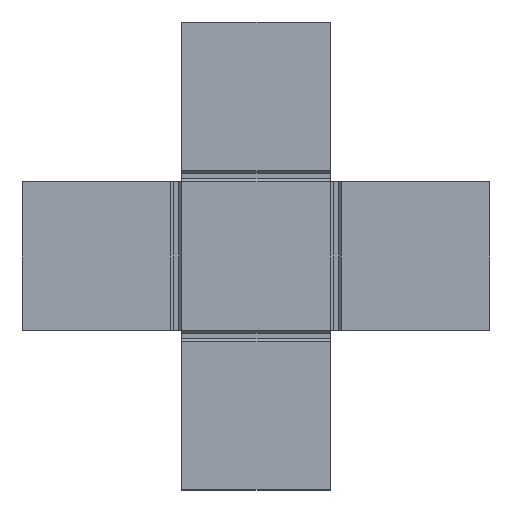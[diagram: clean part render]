
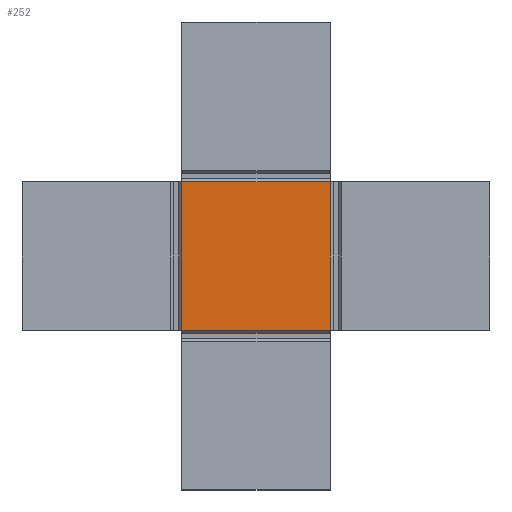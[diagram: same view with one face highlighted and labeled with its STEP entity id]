
A CAD part, top view. The second image highlights one B-rep face of the part: STEP entity #252.
In plain terms, the highlighted planar face has unit normal (0, 0, 1).
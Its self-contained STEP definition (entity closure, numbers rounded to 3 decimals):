
#252=ADVANCED_FACE('',(#312),#282,.F.);
#282=PLANE('',#801);
#312=FACE_OUTER_BOUND('',#342,.T.);
#342=EDGE_LOOP('',(#399,#400,#401,#402));
#399=ORIENTED_EDGE('',*,*,#595,.T.);
#400=ORIENTED_EDGE('',*,*,#596,.F.);
#401=ORIENTED_EDGE('',*,*,#597,.F.);
#402=ORIENTED_EDGE('',*,*,#593,.T.);
#519=VERTEX_POINT('',#967);
#525=VERTEX_POINT('',#980);
#541=VERTEX_POINT('',#1021);
#542=VERTEX_POINT('',#1023);
#593=EDGE_CURVE('',#542,#541,#669,.T.);
#595=EDGE_CURVE('',#541,#525,#671,.T.);
#596=EDGE_CURVE('',#519,#525,#672,.T.);
#597=EDGE_CURVE('',#542,#519,#673,.T.);
#669=LINE('',#1022,#745);
#671=LINE('',#1026,#747);
#672=LINE('',#1027,#748);
#673=LINE('',#1028,#749);
#745=VECTOR('',#866,1.);
#747=VECTOR('',#870,1.);
#748=VECTOR('',#871,1.);
#749=VECTOR('',#872,1.);
#801=AXIS2_PLACEMENT_3D('',#1029,#873,#874);
#866=DIRECTION('',(0.,-1.,0.));
#870=DIRECTION('',(1.,0.,0.));
#871=DIRECTION('',(0.,-1.,0.));
#872=DIRECTION('',(1.,0.,0.));
#873=DIRECTION('',(0.,0.,-1.));
#874=DIRECTION('',(-1.,0.,0.));
#967=CARTESIAN_POINT('',(41.5,40.,1.1));
#980=CARTESIAN_POINT('',(41.5,0.,1.1));
#1021=CARTESIAN_POINT('',(1.5,0.,1.1));
#1022=CARTESIAN_POINT('',(1.5,40.,1.1));
#1023=CARTESIAN_POINT('',(1.5,40.,1.1));
#1026=CARTESIAN_POINT('',(1.5,0.,1.1));
#1027=CARTESIAN_POINT('',(41.5,40.,1.1));
#1028=CARTESIAN_POINT('',(1.5,40.,1.1));
#1029=CARTESIAN_POINT('',(1.5,40.,1.1));
